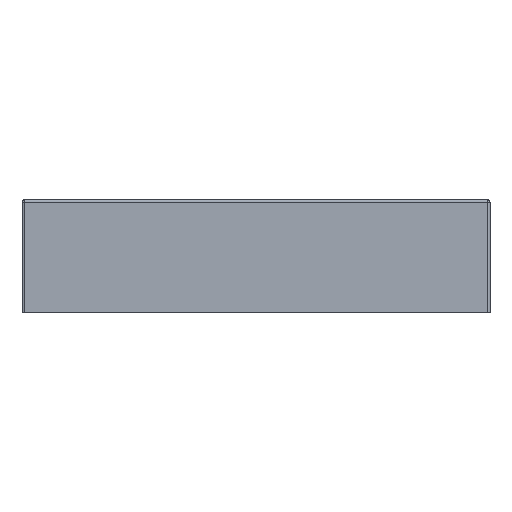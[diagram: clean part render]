
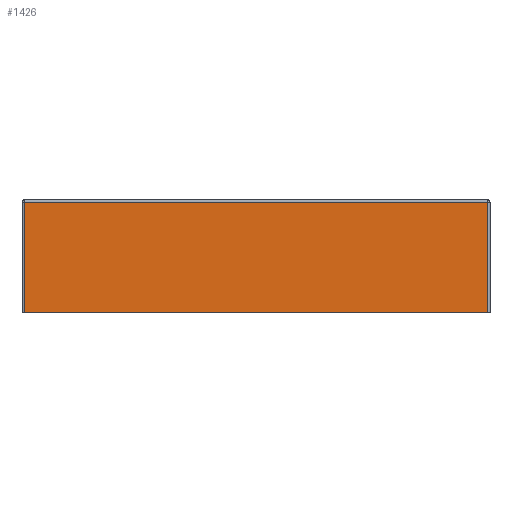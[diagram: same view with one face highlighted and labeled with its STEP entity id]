
A CAD part, left-side view. The second image highlights one B-rep face of the part: STEP entity #1426.
In plain terms, the highlighted planar face has unit normal (-1, 0, 0).
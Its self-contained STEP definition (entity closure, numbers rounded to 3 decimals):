
#34=PLANE('',#1539);
#94=LINE('',#2059,#258);
#95=LINE('',#2071,#259);
#98=LINE('',#2075,#262);
#109=LINE('',#2112,#273);
#258=VECTOR('',#1649,10.);
#259=VECTOR('',#1662,10.);
#262=VECTOR('',#1667,10.);
#273=VECTOR('',#1710,10.);
#453=FACE_OUTER_BOUND('',#536,.T.);
#536=EDGE_LOOP('',(#1046,#1047,#1048,#1049));
#666=VERTEX_POINT('',#2048);
#669=VERTEX_POINT('',#2055);
#673=VERTEX_POINT('',#2064);
#675=VERTEX_POINT('',#2069);
#803=EDGE_CURVE('',#666,#669,#94,.T.);
#808=EDGE_CURVE('',#675,#673,#95,.T.);
#811=EDGE_CURVE('',#673,#666,#98,.T.);
#830=EDGE_CURVE('',#675,#669,#109,.T.);
#1046=ORIENTED_EDGE('',*,*,#803,.F.);
#1047=ORIENTED_EDGE('',*,*,#811,.F.);
#1048=ORIENTED_EDGE('',*,*,#808,.F.);
#1049=ORIENTED_EDGE('',*,*,#830,.T.);
#1426=ADVANCED_FACE('',(#453),#34,.T.);
#1539=AXIS2_PLACEMENT_3D('',#2111,#1708,#1709);
#1649=DIRECTION('',(0.,0.,-1.));
#1662=DIRECTION('',(0.,0.,1.));
#1667=DIRECTION('',(0.,-1.,0.));
#1708=DIRECTION('center_axis',(-1.,0.,0.));
#1709=DIRECTION('ref_axis',(0.,-1.,0.));
#1710=DIRECTION('',(0.,-1.,0.));
#2048=CARTESIAN_POINT('',(-62.273,-52.149,77.4));
#2055=CARTESIAN_POINT('',(-62.273,-52.149,48.));
#2059=CARTESIAN_POINT('',(-62.273,-52.149,48.));
#2064=CARTESIAN_POINT('',(-62.273,71.651,77.4));
#2069=CARTESIAN_POINT('',(-62.273,71.651,48.));
#2071=CARTESIAN_POINT('',(-62.273,71.651,48.));
#2075=CARTESIAN_POINT('',(-62.273,41.001,77.4));
#2111=CARTESIAN_POINT('Origin',(-62.273,72.251,48.));
#2112=CARTESIAN_POINT('',(-62.273,72.251,48.));
